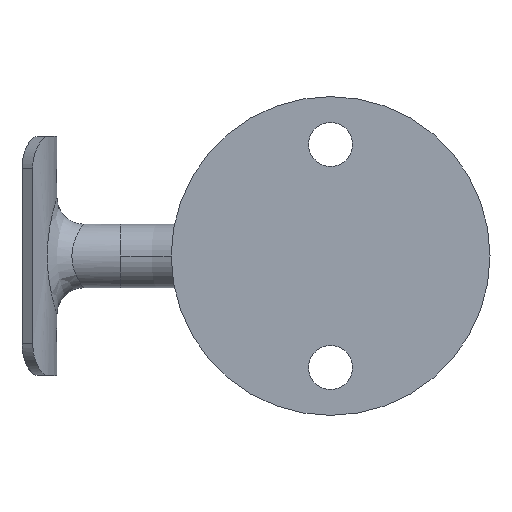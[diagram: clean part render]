
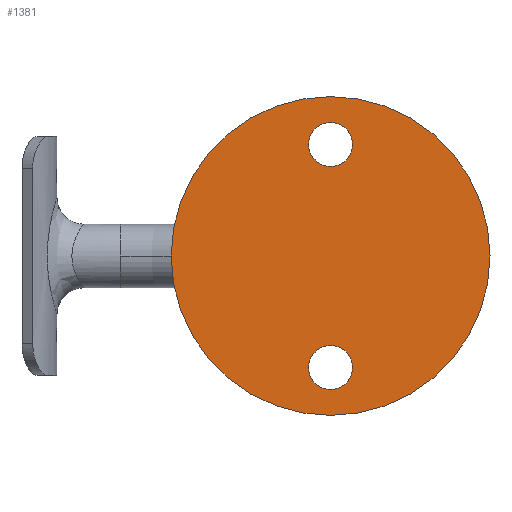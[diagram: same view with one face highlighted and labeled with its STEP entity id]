
A CAD part, left-side view. The second image highlights one B-rep face of the part: STEP entity #1381.
In plain terms, the highlighted planar face has unit normal (-1, 0, 0).
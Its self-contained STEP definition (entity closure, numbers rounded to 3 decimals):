
#49 = EDGE_CURVE ( 'NONE', #1899, #1019, #1875, .T. ) ;
#64 = AXIS2_PLACEMENT_3D ( 'NONE', #456, #320, #1716 ) ;
#104 = EDGE_CURVE ( 'NONE', #385, #634, #688, .T. ) ;
#185 = DIRECTION ( 'NONE',  ( 1., 0., 0. ) ) ;
#200 = AXIS2_PLACEMENT_3D ( 'NONE', #1107, #1722, #851 ) ;
#231 = CIRCLE ( 'NONE', #1391, 30. ) ;
#266 = DIRECTION ( 'NONE',  ( 0., 0., -1. ) ) ;
#299 = AXIS2_PLACEMENT_3D ( 'NONE', #1552, #185, #1098 ) ;
#303 = CARTESIAN_POINT ( 'NONE',  ( 0., 0., 30. ) ) ;
#320 = DIRECTION ( 'NONE',  ( 1., 0., 0. ) ) ;
#328 = CARTESIAN_POINT ( 'NONE',  ( 0., 0., 21. ) ) ;
#358 = EDGE_LOOP ( 'NONE', ( #776, #1796 ) ) ;
#377 = EDGE_CURVE ( 'NONE', #1861, #919, #231, .T. ) ;
#385 = VERTEX_POINT ( 'NONE', #1878 ) ;
#390 = CARTESIAN_POINT ( 'NONE',  ( 0., 0., 0. ) ) ;
#454 = FACE_BOUND ( 'NONE', #1870, .T. ) ;
#456 = CARTESIAN_POINT ( 'NONE',  ( 0., 0., -21. ) ) ;
#465 = DIRECTION ( 'NONE',  ( 0., 0., -1. ) ) ;
#493 = CIRCLE ( 'NONE', #1126, 30. ) ;
#634 = VERTEX_POINT ( 'NONE', #1764 ) ;
#688 = CIRCLE ( 'NONE', #64, 4.15 ) ;
#722 = EDGE_CURVE ( 'NONE', #634, #385, #1968, .T. ) ;
#776 = ORIENTED_EDGE ( 'NONE', *, *, #49, .T. ) ;
#780 = FACE_BOUND ( 'NONE', #358, .T. ) ;
#783 = DIRECTION ( 'NONE',  ( 1., 0., 0. ) ) ;
#804 = EDGE_CURVE ( 'NONE', #919, #1861, #493, .T. ) ;
#808 = AXIS2_PLACEMENT_3D ( 'NONE', #1490, #1181, #266 ) ;
#834 = ORIENTED_EDGE ( 'NONE', *, *, #804, .F. ) ;
#851 = DIRECTION ( 'NONE',  ( 0., 0., -1. ) ) ;
#919 = VERTEX_POINT ( 'NONE', #303 ) ;
#1012 = AXIS2_PLACEMENT_3D ( 'NONE', #328, #783, #465 ) ;
#1013 = DIRECTION ( 'NONE',  ( 0., 0., -1. ) ) ;
#1019 = VERTEX_POINT ( 'NONE', #1468 ) ;
#1068 = CIRCLE ( 'NONE', #200, 4.15 ) ;
#1072 = PLANE ( 'NONE',  #299 ) ;
#1098 = DIRECTION ( 'NONE',  ( 0., 0., -1. ) ) ;
#1107 = CARTESIAN_POINT ( 'NONE',  ( 0., 0., 21. ) ) ;
#1126 = AXIS2_PLACEMENT_3D ( 'NONE', #1158, #1479, #1013 ) ;
#1158 = CARTESIAN_POINT ( 'NONE',  ( 0., 0., 0. ) ) ;
#1181 = DIRECTION ( 'NONE',  ( 1., 0., 0. ) ) ;
#1259 = DIRECTION ( 'NONE',  ( 0., 0., -1. ) ) ;
#1324 = EDGE_LOOP ( 'NONE', ( #834, #1455 ) ) ;
#1381 = ADVANCED_FACE ( 'NONE', ( #454, #780, #1865 ), #1072, .F. ) ;
#1391 = AXIS2_PLACEMENT_3D ( 'NONE', #390, #1461, #1259 ) ;
#1455 = ORIENTED_EDGE ( 'NONE', *, *, #377, .F. ) ;
#1461 = DIRECTION ( 'NONE',  ( 1., 0., 0. ) ) ;
#1468 = CARTESIAN_POINT ( 'NONE',  ( 0., 0., 25.15 ) ) ;
#1479 = DIRECTION ( 'NONE',  ( 1., 0., 0. ) ) ;
#1490 = CARTESIAN_POINT ( 'NONE',  ( 0., 0., -21. ) ) ;
#1516 = EDGE_CURVE ( 'NONE', #1019, #1899, #1068, .T. ) ;
#1536 = CARTESIAN_POINT ( 'NONE',  ( 0., 0., -30. ) ) ;
#1552 = CARTESIAN_POINT ( 'NONE',  ( 0., 0., 0. ) ) ;
#1678 = ORIENTED_EDGE ( 'NONE', *, *, #104, .T. ) ;
#1716 = DIRECTION ( 'NONE',  ( 0., 0., -1. ) ) ;
#1718 = CARTESIAN_POINT ( 'NONE',  ( 0., 0., 16.85 ) ) ;
#1722 = DIRECTION ( 'NONE',  ( 1., 0., 0. ) ) ;
#1764 = CARTESIAN_POINT ( 'NONE',  ( 0., 0., -25.15 ) ) ;
#1796 = ORIENTED_EDGE ( 'NONE', *, *, #1516, .T. ) ;
#1861 = VERTEX_POINT ( 'NONE', #1536 ) ;
#1865 = FACE_OUTER_BOUND ( 'NONE', #1324, .T. ) ;
#1870 = EDGE_LOOP ( 'NONE', ( #1993, #1678 ) ) ;
#1875 = CIRCLE ( 'NONE', #1012, 4.15 ) ;
#1878 = CARTESIAN_POINT ( 'NONE',  ( 0., 0., -16.85 ) ) ;
#1899 = VERTEX_POINT ( 'NONE', #1718 ) ;
#1968 = CIRCLE ( 'NONE', #808, 4.15 ) ;
#1993 = ORIENTED_EDGE ( 'NONE', *, *, #722, .T. ) ;
